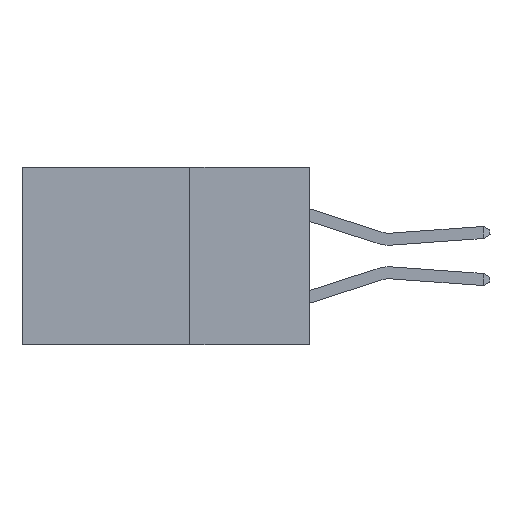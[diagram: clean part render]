
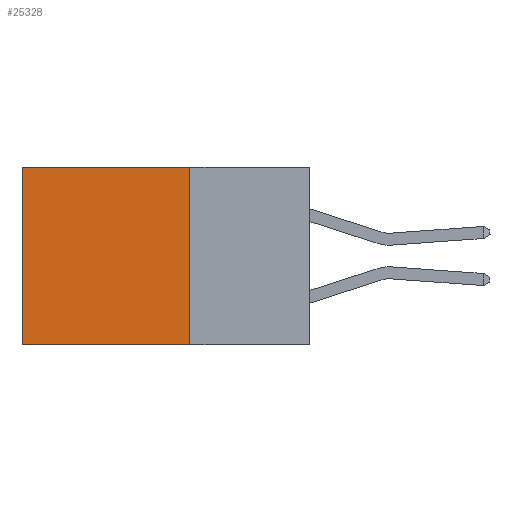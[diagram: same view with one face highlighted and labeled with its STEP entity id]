
A CAD part, left-side view. The second image highlights one B-rep face of the part: STEP entity #25328.
In plain terms, the highlighted planar face has unit normal (-1, 0, 0).
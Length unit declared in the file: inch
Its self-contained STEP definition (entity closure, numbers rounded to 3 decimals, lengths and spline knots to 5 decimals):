
#112 = ORIENTED_EDGE ( 'NONE', *, *, #24112, .T. ) ;
#1046 = ORIENTED_EDGE ( 'NONE', *, *, #15569, .F. ) ;
#2164 = VECTOR ( 'NONE', #8438, 39.37008 ) ;
#2231 = CARTESIAN_POINT ( 'NONE',  ( 0.298, 0.25, 0. ) ) ;
#2955 = LINE ( 'NONE', #25697, #2164 ) ;
#3557 = CARTESIAN_POINT ( 'NONE',  ( 0.298, 0.25, 0. ) ) ;
#3633 = VERTEX_POINT ( 'NONE', #2231 ) ;
#5256 = CARTESIAN_POINT ( 'NONE',  ( 0.298, 0.6, -0.37 ) ) ;
#7341 = LINE ( 'NONE', #14813, #19693 ) ;
#8438 = DIRECTION ( 'NONE',  ( 0., 1., 0. ) ) ;
#8761 = EDGE_CURVE ( 'NONE', #14110, #15356, #7341, .T. ) ;
#8818 = FACE_OUTER_BOUND ( 'NONE', #19699, .T. ) ;
#8904 = CARTESIAN_POINT ( 'NONE',  ( 0.298, 0.25, 0. ) ) ;
#9482 = VERTEX_POINT ( 'NONE', #22143 ) ;
#13882 = DIRECTION ( 'NONE',  ( 0., 1., 0. ) ) ;
#14110 = VERTEX_POINT ( 'NONE', #17781 ) ;
#14813 = CARTESIAN_POINT ( 'NONE',  ( 0.298, 0.6, 0. ) ) ;
#15356 = VERTEX_POINT ( 'NONE', #5256 ) ;
#15569 = EDGE_CURVE ( 'NONE', #9482, #15356, #2955, .T. ) ;
#16290 = DIRECTION ( 'NONE',  ( 0., 0., -1. ) ) ;
#16426 = CARTESIAN_POINT ( 'NONE',  ( 0.298, 0.25, 0. ) ) ;
#17781 = CARTESIAN_POINT ( 'NONE',  ( 0.298, 0.6, 0. ) ) ;
#18471 = VECTOR ( 'NONE', #13882, 39.37008 ) ;
#18862 = DIRECTION ( 'NONE',  ( 0., 0., -1. ) ) ;
#19693 = VECTOR ( 'NONE', #19707, 39.37008 ) ;
#19699 = EDGE_LOOP ( 'NONE', ( #31583, #1046, #27499, #112 ) ) ;
#19707 = DIRECTION ( 'NONE',  ( 0., 0., -1. ) ) ;
#20273 = LINE ( 'NONE', #16426, #26723 ) ;
#21707 = AXIS2_PLACEMENT_3D ( 'NONE', #3557, #30885, #16290 ) ;
#22143 = CARTESIAN_POINT ( 'NONE',  ( 0.298, 0.25, -0.37 ) ) ;
#24112 = EDGE_CURVE ( 'NONE', #3633, #14110, #24956, .T. ) ;
#24956 = LINE ( 'NONE', #8904, #18471 ) ;
#25328 = ADVANCED_FACE ( 'NONE', ( #8818 ), #28433, .F. ) ;
#25697 = CARTESIAN_POINT ( 'NONE',  ( 0.298, 0.25, -0.37 ) ) ;
#26650 = EDGE_CURVE ( 'NONE', #3633, #9482, #20273, .T. ) ;
#26723 = VECTOR ( 'NONE', #18862, 39.37008 ) ;
#27499 = ORIENTED_EDGE ( 'NONE', *, *, #26650, .F. ) ;
#28433 = PLANE ( 'NONE',  #21707 ) ;
#30885 = DIRECTION ( 'NONE',  ( 1., 0., 0. ) ) ;
#31583 = ORIENTED_EDGE ( 'NONE', *, *, #8761, .T. ) ;
